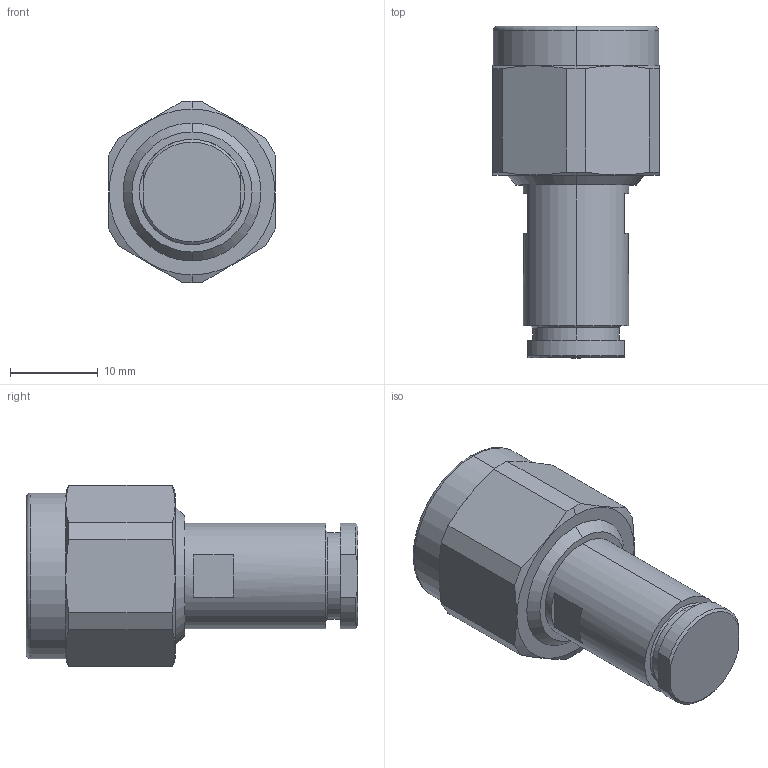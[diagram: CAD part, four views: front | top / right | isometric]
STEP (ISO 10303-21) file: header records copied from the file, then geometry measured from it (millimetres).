
FILE_DESCRIPTION((''),'2;1');
FILE_NAME('1','2021-08-11T',('Administrator'),(''),'PRO/ENGINEER BY PARAMETRIC TECHNOLOGY CORPORATION, 2012090','PRO/ENGINEER BY PARAMETRIC TECHNOLOGY CORPORATION, 2012090','');
FILE_SCHEMA(('CONFIG_CONTROL_DESIGN'));
Length unit declared in the file: millimetre
Products named in the file (1): 1
Bounding box: 19 x 37.8 x 20.67 mm (x, y, z)
Volume: 5713.8 mm3; surface area: 3626.8 mm2
Topology: 1 solids, 1 shells, 97 faces, 237 edges, 152 vertices
Faces by surface type: plane 44, cylinder 31, cone 14, bspline 4, sphere 2, torus 2
Entity records: 4044 total; most frequent: CARTESIAN_POINT 1771, ORIENTED_EDGE 474, DIRECTION 445, EDGE_CURVE 237, AXIS2_PLACEMENT_3D 171, VERTEX_POINT 152, EDGE_LOOP 107, VECTOR 103
